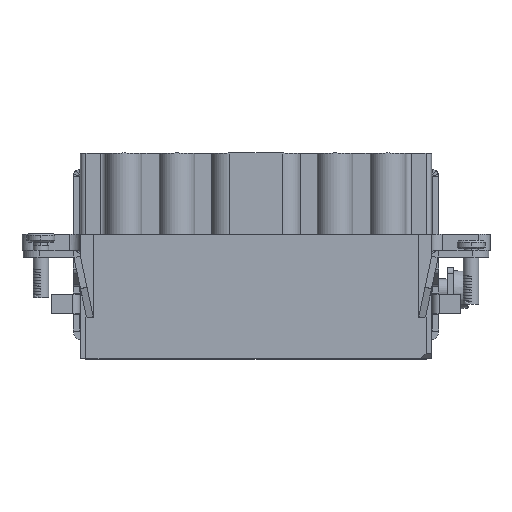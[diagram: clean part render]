
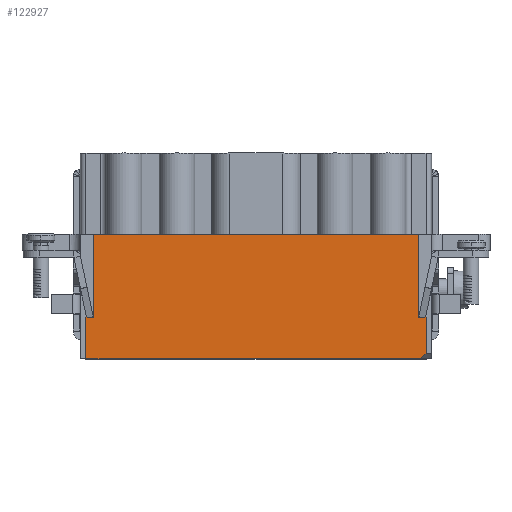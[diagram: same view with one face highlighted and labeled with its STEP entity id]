
A CAD part, top view. The second image highlights one B-rep face of the part: STEP entity #122927.
In plain terms, the highlighted planar face has unit normal (0, 0, 1).
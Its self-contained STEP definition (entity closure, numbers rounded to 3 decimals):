
#21360=DIRECTION('',(-1.,0.,0.));
#21361=VECTOR('',#21360,58.55);
#21362=CARTESIAN_POINT('',(29.275,-14.6,16.9));
#21363=LINE('',#21362,#21361);
#21554=DIRECTION('',(-1.,0.,0.));
#21555=VECTOR('',#21554,1.35);
#21556=CARTESIAN_POINT('',(30.625,-29.6,16.9));
#21557=LINE('',#21556,#21555);
#30928=DIRECTION('',(-1.,0.,0.));
#30929=VECTOR('',#30928,60.25);
#30930=CARTESIAN_POINT('',(29.625,-37.05,16.9));
#30931=LINE('',#30930,#30929);
#30932=DIRECTION('',(0.,1.,0.));
#30933=VECTOR('',#30932,7.45);
#30934=CARTESIAN_POINT('',(-30.625,-37.05,16.9));
#30935=LINE('',#30934,#30933);
#30936=DIRECTION('',(0.,1.,0.));
#30937=VECTOR('',#30936,6.45);
#30938=CARTESIAN_POINT('',(30.625,-36.05,16.9));
#30939=LINE('',#30938,#30937);
#30940=DIRECTION('',(0.707,0.707,0.));
#30941=VECTOR('',#30940,1.414);
#30942=CARTESIAN_POINT('',(29.625,-37.05,16.9));
#30943=LINE('',#30942,#30941);
#30968=DIRECTION('',(0.,1.,0.));
#30969=VECTOR('',#30968,15.);
#30970=CARTESIAN_POINT('',(-29.275,-29.6,16.9));
#30971=LINE('',#30970,#30969);
#30984=DIRECTION('',(1.,0.,0.));
#30985=VECTOR('',#30984,1.35);
#30986=CARTESIAN_POINT('',(-30.625,-29.6,16.9));
#30987=LINE('',#30986,#30985);
#34726=DIRECTION('',(0.,1.,0.));
#34727=VECTOR('',#34726,15.);
#34728=CARTESIAN_POINT('',(29.275,-29.6,16.9));
#34729=LINE('',#34728,#34727);
#73816=CARTESIAN_POINT('',(-29.275,-14.6,16.9));
#73818=VERTEX_POINT('',#73816);
#73920=CARTESIAN_POINT('',(-29.275,-29.6,16.9));
#73922=VERTEX_POINT('',#73920);
#73928=CARTESIAN_POINT('',(-30.625,-29.6,16.9));
#73929=VERTEX_POINT('',#73928);
#74326=CARTESIAN_POINT('',(29.275,-14.6,16.9));
#74328=VERTEX_POINT('',#74326);
#74376=CARTESIAN_POINT('',(29.625,-37.05,16.9));
#74377=CARTESIAN_POINT('',(30.625,-36.05,16.9));
#74378=VERTEX_POINT('',#74376);
#74379=VERTEX_POINT('',#74377);
#74442=CARTESIAN_POINT('',(29.275,-29.6,16.9));
#74444=VERTEX_POINT('',#74442);
#74450=CARTESIAN_POINT('',(30.625,-29.6,16.9));
#74451=VERTEX_POINT('',#74450);
#74678=CARTESIAN_POINT('',(-30.625,-37.05,16.9));
#74679=VERTEX_POINT('',#74678);
#122906=CARTESIAN_POINT('',(-42.525,0.,16.9));
#122907=DIRECTION('',(0.,0.,1.));
#122908=DIRECTION('',(1.,0.,0.));
#122909=AXIS2_PLACEMENT_3D('',#122906,#122907,#122908);
#122910=PLANE('',#122909);
#122911=ORIENTED_EDGE('',*,*,#102382,.T.);
#122913=ORIENTED_EDGE('',*,*,#122912,.T.);
#122915=ORIENTED_EDGE('',*,*,#122914,.T.);
#122917=ORIENTED_EDGE('',*,*,#122916,.T.);
#122918=ORIENTED_EDGE('',*,*,#108786,.F.);
#122920=ORIENTED_EDGE('',*,*,#122919,.F.);
#122921=ORIENTED_EDGE('',*,*,#108954,.F.);
#122923=ORIENTED_EDGE('',*,*,#122922,.F.);
#122924=ORIENTED_EDGE('',*,*,#122897,.F.);
#122925=EDGE_LOOP('',(#122911,#122913,#122915,#122917,#122918,#122920,#122921,
#122923,#122924));
#122926=FACE_OUTER_BOUND('',#122925,.F.);
#122927=ADVANCED_FACE('',(#122926),#122910,.T.);
#102382=EDGE_CURVE('',#74378,#74679,#30931,.T.);
#108786=EDGE_CURVE('',#74328,#73818,#21363,.T.);
#108954=EDGE_CURVE('',#74451,#74444,#21557,.T.);
#122897=EDGE_CURVE('',#74378,#74379,#30943,.T.);
#122912=EDGE_CURVE('',#74679,#73929,#30935,.T.);
#122914=EDGE_CURVE('',#73929,#73922,#30987,.T.);
#122916=EDGE_CURVE('',#73922,#73818,#30971,.T.);
#122919=EDGE_CURVE('',#74444,#74328,#34729,.T.);
#122922=EDGE_CURVE('',#74379,#74451,#30939,.T.);
